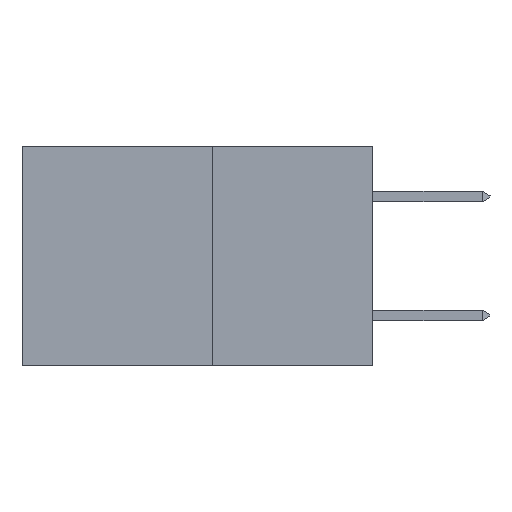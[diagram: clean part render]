
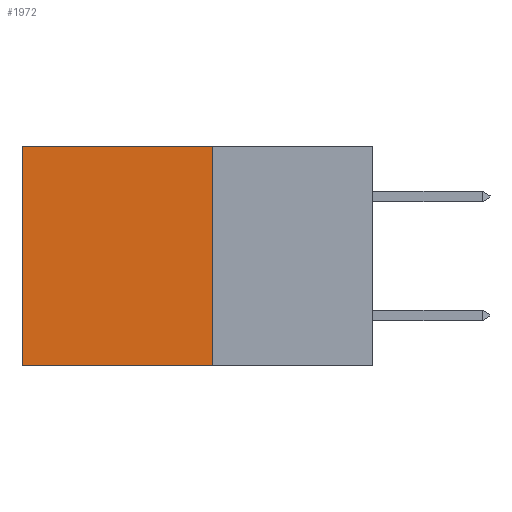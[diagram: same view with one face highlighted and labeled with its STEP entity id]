
A CAD part, left-side view. The second image highlights one B-rep face of the part: STEP entity #1972.
In plain terms, the highlighted planar face has unit normal (-1, 0, 0).
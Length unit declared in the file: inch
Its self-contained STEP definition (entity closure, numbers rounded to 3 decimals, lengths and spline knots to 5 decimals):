
#425 = CARTESIAN_POINT ( 'NONE',  ( 0.277, 0.27, -0.37 ) ) ;
#554 = VERTEX_POINT ( 'NONE', #4125 ) ;
#779 = LINE ( 'NONE', #4201, #5737 ) ;
#987 = CARTESIAN_POINT ( 'NONE',  ( 0.277, 0.27, -0.37 ) ) ;
#1734 = EDGE_CURVE ( 'NONE', #554, #1833, #5659, .T. ) ;
#1833 = VERTEX_POINT ( 'NONE', #6471 ) ;
#1972 = ADVANCED_FACE ( 'NONE', ( #2001 ), #4047, .F. ) ;
#2001 = FACE_OUTER_BOUND ( 'NONE', #6188, .T. ) ;
#2423 = VERTEX_POINT ( 'NONE', #5546 ) ;
#2792 = CARTESIAN_POINT ( 'NONE',  ( 0.277, 0.27, 0. ) ) ;
#2935 = DIRECTION ( 'NONE',  ( 1., 0., 0. ) ) ;
#3036 = DIRECTION ( 'NONE',  ( 0., 0., -1. ) ) ;
#3217 = ORIENTED_EDGE ( 'NONE', *, *, #3592, .F. ) ;
#3253 = LINE ( 'NONE', #2792, #8360 ) ;
#3514 = ORIENTED_EDGE ( 'NONE', *, *, #1734, .F. ) ;
#3592 = EDGE_CURVE ( 'NONE', #1833, #2423, #8332, .T. ) ;
#3886 = VECTOR ( 'NONE', #5895, 39.37008 ) ;
#4047 = PLANE ( 'NONE',  #6033 ) ;
#4125 = CARTESIAN_POINT ( 'NONE',  ( 0.277, 0.27, 0. ) ) ;
#4201 = CARTESIAN_POINT ( 'NONE',  ( 0.277, 0.59, -0.37 ) ) ;
#4757 = DIRECTION ( 'NONE',  ( 0., 1., 0. ) ) ;
#4774 = CARTESIAN_POINT ( 'NONE',  ( 0.277, 0.59, 0. ) ) ;
#4792 = VERTEX_POINT ( 'NONE', #4774 ) ;
#4870 = DIRECTION ( 'NONE',  ( 0., 0., -1. ) ) ;
#4973 = VECTOR ( 'NONE', #6721, 39.37008 ) ;
#5546 = CARTESIAN_POINT ( 'NONE',  ( 0.277, 0.59, -0.37 ) ) ;
#5659 = LINE ( 'NONE', #7913, #3886 ) ;
#5737 = VECTOR ( 'NONE', #4870, 39.37008 ) ;
#5895 = DIRECTION ( 'NONE',  ( 0., 0., -1. ) ) ;
#6033 = AXIS2_PLACEMENT_3D ( 'NONE', #425, #2935, #3036 ) ;
#6188 = EDGE_LOOP ( 'NONE', ( #7175, #3217, #3514, #7702 ) ) ;
#6471 = CARTESIAN_POINT ( 'NONE',  ( 0.277, 0.27, -0.37 ) ) ;
#6721 = DIRECTION ( 'NONE',  ( 0., 1., 0. ) ) ;
#7175 = ORIENTED_EDGE ( 'NONE', *, *, #8296, .T. ) ;
#7702 = ORIENTED_EDGE ( 'NONE', *, *, #8206, .T. ) ;
#7913 = CARTESIAN_POINT ( 'NONE',  ( 0.277, 0.27, -0.37 ) ) ;
#8206 = EDGE_CURVE ( 'NONE', #554, #4792, #3253, .T. ) ;
#8296 = EDGE_CURVE ( 'NONE', #4792, #2423, #779, .T. ) ;
#8332 = LINE ( 'NONE', #987, #4973 ) ;
#8360 = VECTOR ( 'NONE', #4757, 39.37008 ) ;
